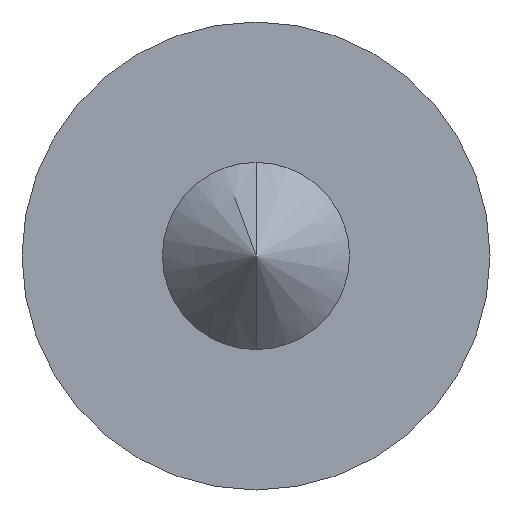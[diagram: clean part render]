
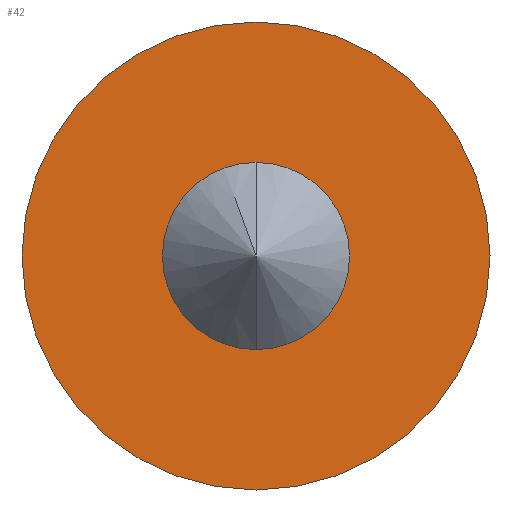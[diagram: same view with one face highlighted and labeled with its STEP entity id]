
A CAD part, front view. The second image highlights one B-rep face of the part: STEP entity #42.
In plain terms, the highlighted planar face has unit normal (0, -1, 0).
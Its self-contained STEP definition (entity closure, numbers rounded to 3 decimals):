
#42 = ADVANCED_FACE ( 'NONE', ( #507, #510 ), #342, .T. ) ;
#62 = EDGE_CURVE ( 'NONE', #527, #530, #132, .T. ) ;
#87 = EDGE_CURVE ( 'NONE', #530, #527, #146, .T. ) ;
#111 = EDGE_CURVE ( 'NONE', #250, #239, #154, .T. ) ;
#123 = EDGE_CURVE ( 'NONE', #239, #250, #156, .T. ) ;
#132 = CIRCLE ( 'NONE', #300, 2.5 ) ;
#146 = CIRCLE ( 'NONE', #327, 2.5 ) ;
#154 = CIRCLE ( 'NONE', #222, 7.5 ) ;
#156 = CIRCLE ( 'NONE', #232, 7.5 ) ;
#222 = AXIS2_PLACEMENT_3D ( 'NONE', #802, #803, #804 ) ;
#232 = AXIS2_PLACEMENT_3D ( 'NONE', #823, #839, #840 ) ;
#239 = VERTEX_POINT ( 'NONE', #863 ) ;
#250 = VERTEX_POINT ( 'NONE', #866 ) ;
#273 = ORIENTED_EDGE ( 'NONE', *, *, #62, .T. ) ;
#274 = ORIENTED_EDGE ( 'NONE', *, *, #87, .T. ) ;
#275 = ORIENTED_EDGE ( 'NONE', *, *, #123, .F. ) ;
#276 = ORIENTED_EDGE ( 'NONE', *, *, #111, .F. ) ;
#300 = AXIS2_PLACEMENT_3D ( 'NONE', #404, #405, #406 ) ;
#327 = AXIS2_PLACEMENT_3D ( 'NONE', #721, #731, #732 ) ;
#342 = PLANE ( 'NONE',  #513 ) ;
#343 = CARTESIAN_POINT ( 'NONE',  ( 0., 0., 2. ) ) ;
#344 = DIRECTION ( 'NONE',  ( 0., -1., 0. ) ) ;
#345 = DIRECTION ( 'NONE',  ( 0., 0., -1. ) ) ;
#404 = CARTESIAN_POINT ( 'NONE',  ( 0., 0., 0. ) ) ;
#405 = DIRECTION ( 'NONE',  ( 0., 1., 0. ) ) ;
#406 = DIRECTION ( 'NONE',  ( 0., 0., -1. ) ) ;
#507 = FACE_BOUND ( 'NONE', #600, .T. ) ;
#510 = FACE_OUTER_BOUND ( 'NONE', #599, .T. ) ;
#513 = AXIS2_PLACEMENT_3D ( 'NONE', #343, #344, #345 ) ;
#527 = VERTEX_POINT ( 'NONE', #889 ) ;
#530 = VERTEX_POINT ( 'NONE', #890 ) ;
#599 = EDGE_LOOP ( 'NONE', ( #276, #275 ) ) ;
#600 = EDGE_LOOP ( 'NONE', ( #273, #274 ) ) ;
#721 = CARTESIAN_POINT ( 'NONE',  ( 0., 0., 0. ) ) ;
#731 = DIRECTION ( 'NONE',  ( 0., 1., 0. ) ) ;
#732 = DIRECTION ( 'NONE',  ( 0., 0., -1. ) ) ;
#802 = CARTESIAN_POINT ( 'NONE',  ( 0., 0., 0. ) ) ;
#803 = DIRECTION ( 'NONE',  ( 0., 1., 0. ) ) ;
#804 = DIRECTION ( 'NONE',  ( 0., 0., 1. ) ) ;
#823 = CARTESIAN_POINT ( 'NONE',  ( 0., 0., 0. ) ) ;
#839 = DIRECTION ( 'NONE',  ( 0., 1., 0. ) ) ;
#840 = DIRECTION ( 'NONE',  ( 0., 0., 1. ) ) ;
#863 = CARTESIAN_POINT ( 'NONE',  ( 0., 0., -7.5 ) ) ;
#866 = CARTESIAN_POINT ( 'NONE',  ( 0., 0., 7.5 ) ) ;
#889 = CARTESIAN_POINT ( 'NONE',  ( 0., 0., -2.5 ) ) ;
#890 = CARTESIAN_POINT ( 'NONE',  ( 0., 0., 2.5 ) ) ;
